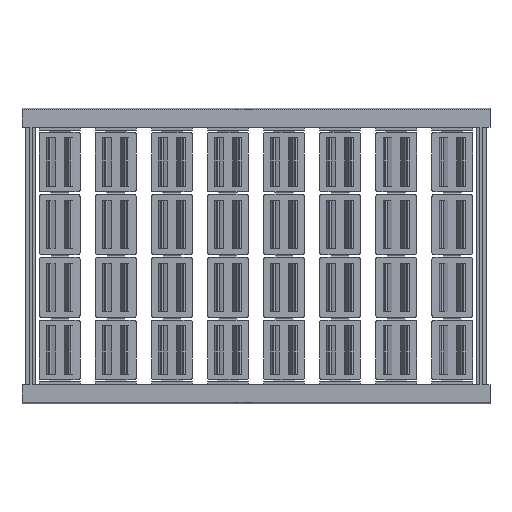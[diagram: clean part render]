
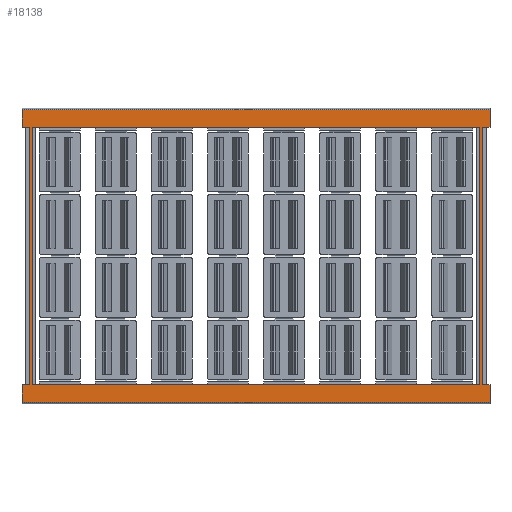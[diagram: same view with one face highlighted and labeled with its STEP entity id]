
A CAD part, front view. The second image highlights one B-rep face of the part: STEP entity #18138.
In plain terms, the highlighted planar face has unit normal (0, -1, 0).
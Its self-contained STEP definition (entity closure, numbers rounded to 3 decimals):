
#17=DIRECTION('',(0.,0.,-1.));
#18=VECTOR('',#17,4.6);
#19=CARTESIAN_POINT('',(0.,-4.,-33.25));
#20=LINE('',#19,#18);
#25=DIRECTION('',(0.,0.,-1.));
#26=VECTOR('',#25,4.6);
#27=CARTESIAN_POINT('',(0.,-4.,37.85));
#28=LINE('',#27,#26);
#41=DIRECTION('',(1.,0.,0.));
#42=VECTOR('',#41,115.7);
#43=CARTESIAN_POINT('',(2.65,-4.,-33.25));
#44=LINE('',#43,#42);
#45=DIRECTION('',(0.,0.,1.));
#46=VECTOR('',#45,66.5);
#47=CARTESIAN_POINT('',(118.35,-4.,-33.25));
#48=LINE('',#47,#46);
#49=DIRECTION('',(-1.,0.,0.));
#50=VECTOR('',#49,121.);
#51=CARTESIAN_POINT('',(121.,-4.,-37.85));
#52=LINE('',#51,#50);
#53=DIRECTION('',(1.,0.,0.));
#54=VECTOR('',#53,1.95);
#55=CARTESIAN_POINT('',(0.,-4.,-33.25));
#56=LINE('',#55,#54);
#57=DIRECTION('',(0.,0.,1.));
#58=VECTOR('',#57,66.5);
#59=CARTESIAN_POINT('',(1.95,-4.,-33.25));
#60=LINE('',#59,#58);
#61=DIRECTION('',(-1.,0.,0.));
#62=VECTOR('',#61,121.);
#63=CARTESIAN_POINT('',(121.,-4.,37.85));
#64=LINE('',#63,#62);
#65=DIRECTION('',(1.,0.,0.));
#66=VECTOR('',#65,1.95);
#67=CARTESIAN_POINT('',(119.05,-4.,-33.25));
#68=LINE('',#67,#66);
#69=DIRECTION('',(0.,0.,1.));
#70=VECTOR('',#69,66.5);
#71=CARTESIAN_POINT('',(2.65,-4.,-33.25));
#72=LINE('',#71,#70);
#77=DIRECTION('',(1.,0.,0.));
#78=VECTOR('',#77,1.95);
#79=CARTESIAN_POINT('',(0.,-4.,33.25));
#80=LINE('',#79,#78);
#93=DIRECTION('',(1.,0.,0.));
#94=VECTOR('',#93,1.95);
#95=CARTESIAN_POINT('',(119.05,-4.,33.25));
#96=LINE('',#95,#94);
#209=DIRECTION('',(1.,0.,0.));
#210=VECTOR('',#209,115.7);
#211=CARTESIAN_POINT('',(2.65,-4.,33.25));
#212=LINE('',#211,#210);
#1389=DIRECTION('',(0.,0.,-1.));
#1390=VECTOR('',#1389,4.6);
#1391=CARTESIAN_POINT('',(121.,-4.,-33.25));
#1392=LINE('',#1391,#1390);
#1421=DIRECTION('',(0.,0.,-1.));
#1422=VECTOR('',#1421,4.6);
#1423=CARTESIAN_POINT('',(121.,-4.,37.85));
#1424=LINE('',#1423,#1422);
#1441=DIRECTION('',(0.,0.,1.));
#1442=VECTOR('',#1441,66.5);
#1443=CARTESIAN_POINT('',(119.05,-4.,-33.25));
#1444=LINE('',#1443,#1442);
#13785=CARTESIAN_POINT('',(0.,-4.,33.25));
#13787=VERTEX_POINT('',#13785);
#13795=CARTESIAN_POINT('',(0.,-4.,-33.25));
#13796=VERTEX_POINT('',#13795);
#13797=CARTESIAN_POINT('',(121.,-4.,33.25));
#13799=VERTEX_POINT('',#13797);
#13807=CARTESIAN_POINT('',(121.,-4.,-33.25));
#13808=VERTEX_POINT('',#13807);
#13815=CARTESIAN_POINT('',(1.95,-4.,33.25));
#13816=VERTEX_POINT('',#13815);
#13817=CARTESIAN_POINT('',(2.65,-4.,33.25));
#13819=VERTEX_POINT('',#13817);
#13831=CARTESIAN_POINT('',(118.35,-4.,33.25));
#13832=VERTEX_POINT('',#13831);
#13833=CARTESIAN_POINT('',(119.05,-4.,33.25));
#13835=VERTEX_POINT('',#13833);
#13847=CARTESIAN_POINT('',(1.95,-4.,-33.25));
#13848=VERTEX_POINT('',#13847);
#13849=CARTESIAN_POINT('',(2.65,-4.,-33.25));
#13851=VERTEX_POINT('',#13849);
#13863=CARTESIAN_POINT('',(118.35,-4.,-33.25));
#13864=VERTEX_POINT('',#13863);
#13865=CARTESIAN_POINT('',(119.05,-4.,-33.25));
#13867=VERTEX_POINT('',#13865);
#14962=CARTESIAN_POINT('',(0.,-4.,-37.85));
#14964=VERTEX_POINT('',#14962);
#14965=CARTESIAN_POINT('',(121.,-4.,-37.85));
#14966=VERTEX_POINT('',#14965);
#14969=CARTESIAN_POINT('',(0.,-4.,37.85));
#14971=VERTEX_POINT('',#14969);
#14975=CARTESIAN_POINT('',(121.,-4.,37.85));
#14976=VERTEX_POINT('',#14975);
#18100=CARTESIAN_POINT('',(0.,-4.,38.25));
#18101=DIRECTION('',(0.,-1.,0.));
#18102=DIRECTION('',(0.,0.,-1.));
#18103=AXIS2_PLACEMENT_3D('',#18100,#18101,#18102);
#18104=PLANE('',#18103);
#18105=ORIENTED_EDGE('',*,*,#18091,.T.);
#18106=ORIENTED_EDGE('',*,*,#18062,.F.);
#18108=ORIENTED_EDGE('',*,*,#18107,.T.);
#18110=ORIENTED_EDGE('',*,*,#18109,.T.);
#18112=ORIENTED_EDGE('',*,*,#18111,.F.);
#18113=ORIENTED_EDGE('',*,*,#18074,.F.);
#18115=ORIENTED_EDGE('',*,*,#18114,.F.);
#18117=ORIENTED_EDGE('',*,*,#18116,.T.);
#18119=ORIENTED_EDGE('',*,*,#18118,.F.);
#18121=ORIENTED_EDGE('',*,*,#18120,.F.);
#18123=ORIENTED_EDGE('',*,*,#18122,.T.);
#18125=ORIENTED_EDGE('',*,*,#18124,.T.);
#18126=EDGE_LOOP('',(#18105,#18106,#18108,#18110,#18112,#18113,#18115,#18117,
#18119,#18121,#18123,#18125));
#18127=FACE_OUTER_BOUND('',#18126,.F.);
#18129=ORIENTED_EDGE('',*,*,#18128,.F.);
#18131=ORIENTED_EDGE('',*,*,#18130,.T.);
#18133=ORIENTED_EDGE('',*,*,#18132,.T.);
#18135=ORIENTED_EDGE('',*,*,#18134,.F.);
#18136=EDGE_LOOP('',(#18129,#18131,#18133,#18135));
#18137=FACE_BOUND('',#18136,.F.);
#18138=ADVANCED_FACE('',(#18127,#18137),#18104,.T.);
#18062=EDGE_CURVE('',#13796,#14964,#20,.T.);
#18074=EDGE_CURVE('',#14971,#13787,#28,.T.);
#18091=EDGE_CURVE('',#14966,#14964,#52,.T.);
#18107=EDGE_CURVE('',#13796,#13848,#56,.T.);
#18109=EDGE_CURVE('',#13848,#13816,#60,.T.);
#18111=EDGE_CURVE('',#13787,#13816,#80,.T.);
#18114=EDGE_CURVE('',#14976,#14971,#64,.T.);
#18116=EDGE_CURVE('',#14976,#13799,#1424,.T.);
#18118=EDGE_CURVE('',#13835,#13799,#96,.T.);
#18120=EDGE_CURVE('',#13867,#13835,#1444,.T.);
#18122=EDGE_CURVE('',#13867,#13808,#68,.T.);
#18124=EDGE_CURVE('',#13808,#14966,#1392,.T.);
#18128=EDGE_CURVE('',#13851,#13819,#72,.T.);
#18130=EDGE_CURVE('',#13851,#13864,#44,.T.);
#18132=EDGE_CURVE('',#13864,#13832,#48,.T.);
#18134=EDGE_CURVE('',#13819,#13832,#212,.T.);
